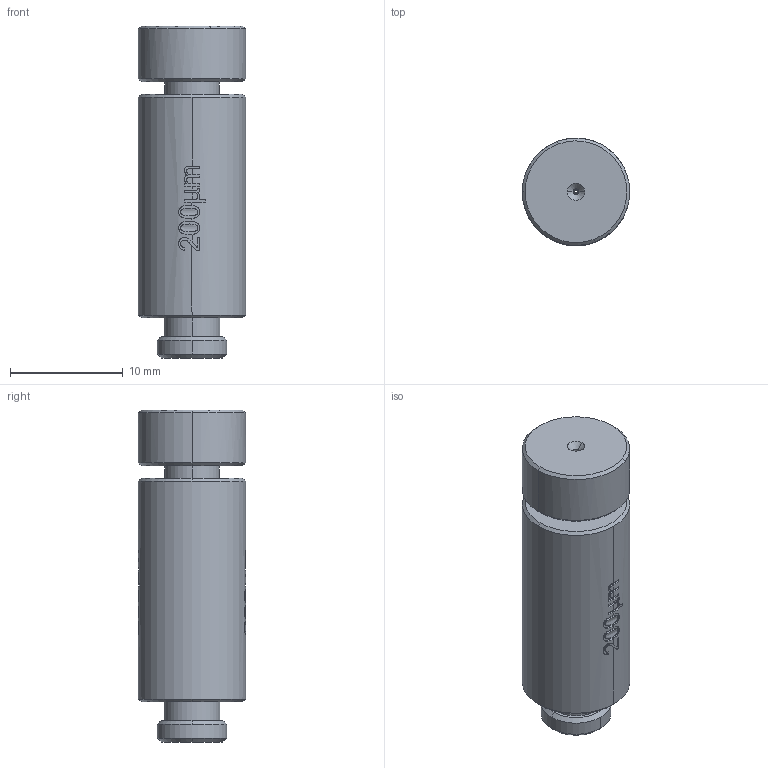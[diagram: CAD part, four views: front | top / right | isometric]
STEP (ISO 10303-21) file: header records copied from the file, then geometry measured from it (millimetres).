
FILE_DESCRIPTION (( 'STEP AP203' ), '1' );
FILE_NAME ('112320.stp', '2018-10-08T16:46:22', ( '' ), ( '' ), 'SwSTEP 2.0', 'SolidWorks 2012', '' );
FILE_SCHEMA (( 'CONFIG_CONTROL_DESIGN' ));
Length unit declared in the file: centimetre
Products named in the file (1): 112320
Bounding box: 9.53 x 9.53 x 29.44 mm (x, y, z)
Volume: 1779.9 mm3; surface area: 1198.9 mm2
Topology: 1 solids, 1 shells, 231 faces, 652 edges, 431 vertices
Faces by surface type: bspline 116, plane 66, cylinder 28, cone 21
Entity records: 8252 total; most frequent: CARTESIAN_POINT 2929, ORIENTED_EDGE 1304, DIRECTION 743, EDGE_CURVE 652, VERTEX_POINT 431, LINE 293, VECTOR 293, B_SPLINE_CURVE_WITH_KNOTS 248
